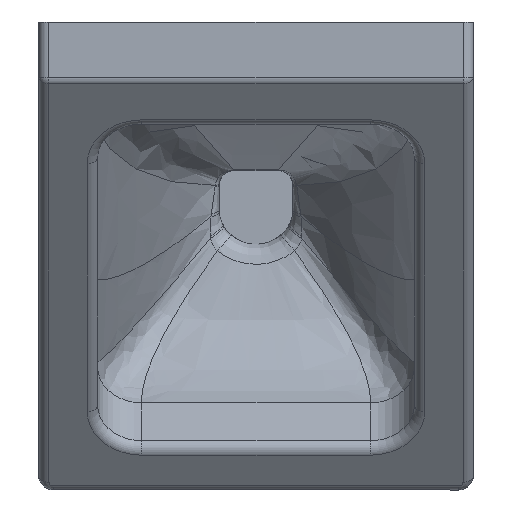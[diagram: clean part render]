
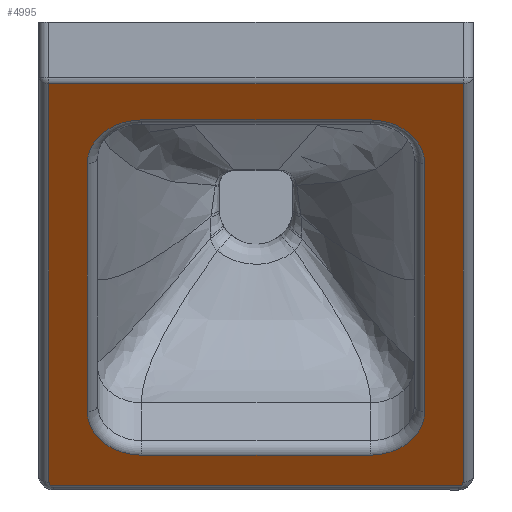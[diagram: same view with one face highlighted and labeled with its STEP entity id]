
A CAD part, top view. The second image highlights one B-rep face of the part: STEP entity #4995.
In plain terms, the highlighted face is planar.
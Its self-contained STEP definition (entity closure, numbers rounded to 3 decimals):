
#4850=CARTESIAN_POINT('',(-37.311,485.101,262.0));
#4851=VERTEX_POINT('',#4850);
#4859=CARTESIAN_POINT('',(-7.711,507.301,225.0));
#4860=VERTEX_POINT('',#4859);
#4861=CARTESIAN_POINT('',(-37.311,485.101,225.0));
#4862=DIRECTION('',(-0.6,0.8,0.));
#4863=DIRECTION('',(0.566,0.424,0.707));
#4864=AXIS2_PLACEMENT_3D('',#4861,#4862,#4863);
#4865=CIRCLE('',#4864,37.);
#4866=EDGE_CURVE('',#4851,#4860,#4865,.T.);
#4878=CARTESIAN_POINT('',(-261.311,317.101,0.0));
#4879=DIRECTION('',(-0.6,0.8,0.0));
#4880=DIRECTION('',(0.0,0.0,1.0));
#4881=AXIS2_PLACEMENT_3D('',#4878,#4879,#4880);
#4882=PLANE('',#4881);
#4883=CARTESIAN_POINT('',(-255.711,321.301,10.0));
#4884=VERTEX_POINT('',#4883);
#4885=CARTESIAN_POINT('',(-253.311,323.101,7.));
#4886=VERTEX_POINT('',#4885);
#4887=CARTESIAN_POINT('',(-253.311,323.101,10.0));
#4888=DIRECTION('',(0.6,-0.8,0.));
#4889=DIRECTION('',(-0.566,-0.424,-0.707));
#4890=AXIS2_PLACEMENT_3D('',#4887,#4888,#4889);
#4891=CIRCLE('',#4890,3.);
#4892=EDGE_CURVE('',#4884,#4886,#4891,.T.);
#4893=ORIENTED_EDGE('',*,*,#4892,.F.);
#4894=CARTESIAN_POINT('',(-255.711,321.301,285.0));
#4895=VERTEX_POINT('',#4894);
#4896=CARTESIAN_POINT('',(-255.711,321.301,285.0));
#4897=DIRECTION('',(0.0,0.0,-1.0));
#4898=VECTOR('',#4897,275.0);
#4899=LINE('',#4896,#4898);
#4900=EDGE_CURVE('',#4895,#4884,#4899,.T.);
#4901=ORIENTED_EDGE('',*,*,#4900,.F.);
#4902=CARTESIAN_POINT('',(-253.311,323.101,288.0));
#4903=VERTEX_POINT('',#4902);
#4904=CARTESIAN_POINT('',(-253.311,323.101,285.0));
#4905=DIRECTION('',(0.6,-0.8,0.));
#4906=DIRECTION('',(-0.566,-0.424,0.707));
#4907=AXIS2_PLACEMENT_3D('',#4904,#4905,#4906);
#4908=CIRCLE('',#4907,3.);
#4909=EDGE_CURVE('',#4903,#4895,#4908,.T.);
#4910=ORIENTED_EDGE('',*,*,#4909,.F.);
#4911=CARTESIAN_POINT('',(16.822,525.701,288.));
#4912=VERTEX_POINT('',#4911);
#4913=CARTESIAN_POINT('',(16.822,525.701,288.));
#4914=DIRECTION('',(-0.8,-0.6,0.));
#4915=VECTOR('',#4914,337.667);
#4916=LINE('',#4913,#4915);
#4917=EDGE_CURVE('',#4912,#4903,#4916,.T.);
#4918=ORIENTED_EDGE('',*,*,#4917,.F.);
#4919=CARTESIAN_POINT('',(16.822,525.701,7.));
#4920=VERTEX_POINT('',#4919);
#4921=CARTESIAN_POINT('',(16.822,525.701,7.));
#4922=DIRECTION('',(0.0,0.0,1.0));
#4923=VECTOR('',#4922,281.);
#4924=LINE('',#4921,#4923);
#4925=EDGE_CURVE('',#4920,#4912,#4924,.T.);
#4926=ORIENTED_EDGE('',*,*,#4925,.F.);
#4927=CARTESIAN_POINT('',(-253.311,323.101,7.));
#4928=DIRECTION('',(0.8,0.6,0.0));
#4929=VECTOR('',#4928,337.667);
#4930=LINE('',#4927,#4929);
#4931=EDGE_CURVE('',#4886,#4920,#4930,.T.);
#4932=ORIENTED_EDGE('',*,*,#4931,.F.);
#4933=EDGE_LOOP('',(#4893,#4901,#4910,#4918,#4926,#4932));
#4934=FACE_OUTER_BOUND('',#4933,.T.);
#4935=CARTESIAN_POINT('',(-7.711,507.301,70.));
#4936=VERTEX_POINT('',#4935);
#4937=CARTESIAN_POINT('',(-37.311,485.101,33.));
#4938=VERTEX_POINT('',#4937);
#4939=CARTESIAN_POINT('',(-37.311,485.101,70.0));
#4940=DIRECTION('',(-0.6,0.8,0.));
#4941=DIRECTION('',(0.566,0.424,-0.707));
#4942=AXIS2_PLACEMENT_3D('',#4939,#4940,#4941);
#4943=CIRCLE('',#4942,37.);
#4944=EDGE_CURVE('',#4936,#4938,#4943,.T.);
#4945=ORIENTED_EDGE('',*,*,#4944,.F.);
#4946=CARTESIAN_POINT('',(-7.711,507.301,225.0));
#4947=DIRECTION('',(0.0,0.0,-1.0));
#4948=VECTOR('',#4947,155.0);
#4949=LINE('',#4946,#4948);
#4950=EDGE_CURVE('',#4860,#4936,#4949,.T.);
#4951=ORIENTED_EDGE('',*,*,#4950,.F.);
#4952=ORIENTED_EDGE('',*,*,#4866,.F.);
#4953=CARTESIAN_POINT('',(-205.311,359.101,262.0));
#4954=VERTEX_POINT('',#4953);
#4955=CARTESIAN_POINT('',(-205.311,359.101,262.0));
#4956=DIRECTION('',(0.8,0.6,0.0));
#4957=VECTOR('',#4956,210.);
#4958=LINE('',#4955,#4957);
#4959=EDGE_CURVE('',#4954,#4851,#4958,.T.);
#4960=ORIENTED_EDGE('',*,*,#4959,.F.);
#4961=CARTESIAN_POINT('',(-234.911,336.901,225.));
#4962=VERTEX_POINT('',#4961);
#4963=CARTESIAN_POINT('',(-205.311,359.101,225.0));
#4964=DIRECTION('',(-0.6,0.8,0.));
#4965=DIRECTION('',(-0.566,-0.424,0.707));
#4966=AXIS2_PLACEMENT_3D('',#4963,#4964,#4965);
#4967=CIRCLE('',#4966,37.0);
#4968=EDGE_CURVE('',#4962,#4954,#4967,.T.);
#4969=ORIENTED_EDGE('',*,*,#4968,.F.);
#4970=CARTESIAN_POINT('',(-234.911,336.901,70.0));
#4971=VERTEX_POINT('',#4970);
#4972=CARTESIAN_POINT('',(-234.911,336.901,70.0));
#4973=DIRECTION('',(0.0,0.0,1.0));
#4974=VECTOR('',#4973,155.);
#4975=LINE('',#4972,#4974);
#4976=EDGE_CURVE('',#4971,#4962,#4975,.T.);
#4977=ORIENTED_EDGE('',*,*,#4976,.F.);
#4978=CARTESIAN_POINT('',(-205.311,359.101,33.));
#4979=VERTEX_POINT('',#4978);
#4980=CARTESIAN_POINT('',(-205.311,359.101,70.0));
#4981=DIRECTION('',(-0.6,0.8,0.));
#4982=DIRECTION('',(-0.566,-0.424,-0.707));
#4983=AXIS2_PLACEMENT_3D('',#4980,#4981,#4982);
#4984=CIRCLE('',#4983,37.0);
#4985=EDGE_CURVE('',#4979,#4971,#4984,.T.);
#4986=ORIENTED_EDGE('',*,*,#4985,.F.);
#4987=CARTESIAN_POINT('',(-37.311,485.101,33.));
#4988=DIRECTION('',(-0.8,-0.6,0.));
#4989=VECTOR('',#4988,210.);
#4990=LINE('',#4987,#4989);
#4991=EDGE_CURVE('',#4938,#4979,#4990,.T.);
#4992=ORIENTED_EDGE('',*,*,#4991,.F.);
#4993=EDGE_LOOP('',(#4945,#4951,#4952,#4960,#4969,#4977,#4986,#4992));
#4994=FACE_BOUND('',#4993,.T.);
#4995=ADVANCED_FACE('',(#4934,#4994),#4882,.T.);
